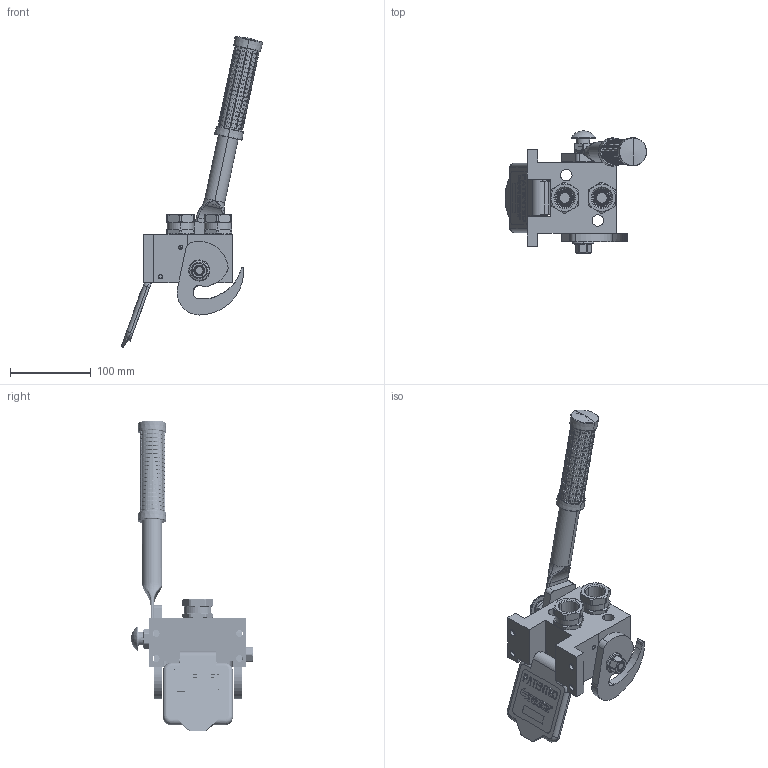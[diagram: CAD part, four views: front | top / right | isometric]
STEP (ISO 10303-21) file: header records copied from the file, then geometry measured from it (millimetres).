
FILE_DESCRIPTION (( 'STEP AP214' ), '1' );
FILE_NAME ('FASTER.step', '2025-10-28T04:45:51', ( '' ), ( '' ), 'SwSTEP 2.0', 'SolidWorks 2017', '' );
FILE_SCHEMA (( 'AUTOMOTIVE_DESIGN' ));
Length unit declared in the file: millimetre
Products named in the file (31): 1540_080_0012_000; 4830_001_0005_301; 4830_025_0000_001; 4820_020_1000_021; 2ffnb12-34g_f; 4850_024_0000_012; A_2ffnb12-34g_f; 4830_022_0000_011; 4340_014_0000_000; sicura_p5; 4820_024_1001_010; 4820_001_0001_004; 4820_024_1001_021; 4830_001_0005_300; 4142_072_1000_300; 4820_024_1001_000_ASM; et011; 4850_024_2000_011; 4820_024_1001_000; FASTER; 4830_025_1000_000; 0048_042_0412_000; 4830_070_0000_001; curs_molla_12; 4830_025_2000_000; or1_5x7_m; P208_F_BASE; or2x18; 4820_001_0004_000; 4820_024_1001_020
Assembly tree (32 placements, depth 4):
  FASTER
    P208_F_BASE
      4820_020_1000_021
      4830_001_0005_301
      4830_001_0005_300
      4820_001_0001_004
      4820_001_0004_000
    A_2ffnb12-34g_f  x2
      curs_molla_12
        4340_014_0000_000
        4142_072_1000_300
      2ffnb12-34g_f
        2ffnb12-34g_f
    4820_024_1001_000
      4820_024_1001_000_ASM
        4850_024_2000_011
        4820_024_1001_010
        4820_024_1001_021
      sicura_p5
        4830_025_0000_001
        or1_5x7_m
        0048_042_0412_000
      4830_025_1000_000
      4830_022_0000_011
      4820_024_1001_020
      1540_080_0012_000
      4830_025_2000_000
      4850_024_0000_012
      4830_070_0000_001
      or2x18  x2
    et011
Bounding box: 174.89 x 150.83 x 384.13 mm (x, y, z)
Volume: 181109.5 mm3; surface area: 251838 mm2
Topology: 29 solids, 49 shells, 4416 faces, 11797 edges, 7546 vertices
Faces by surface type: plane 1844, cylinder 1570, torus 428, cone 270, bspline 262, sphere 42
Entity records: 185127 total; most frequent: CARTESIAN_POINT 83755, ORIENTED_EDGE 21749, DIRECTION 17896, EDGE_CURVE 10946, VERTEX_POINT 7025, VECTOR 6192, LINE 6192, AXIS2_PLACEMENT_3D 5852
